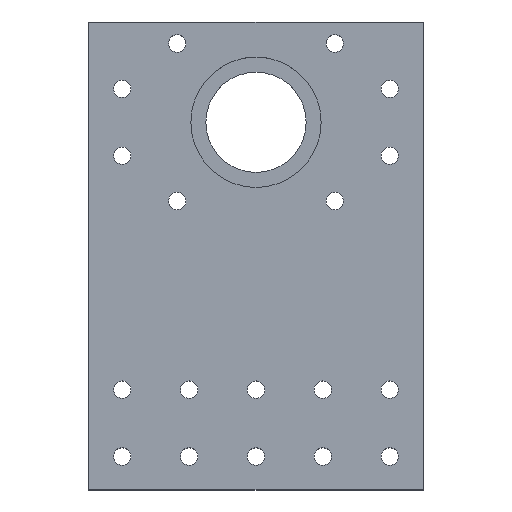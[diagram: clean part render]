
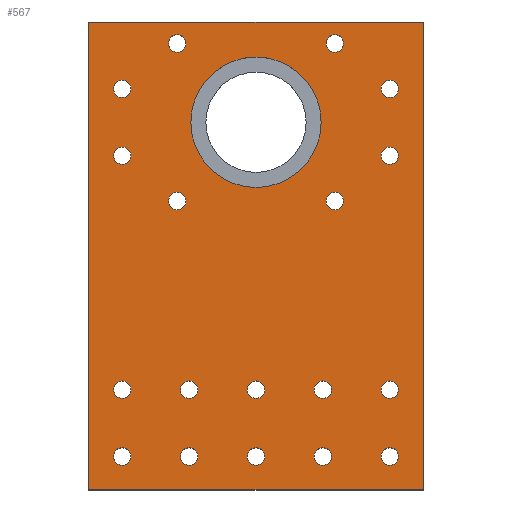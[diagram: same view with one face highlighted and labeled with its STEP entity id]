
A CAD part, top view. The second image highlights one B-rep face of the part: STEP entity #567.
In plain terms, the highlighted planar face has unit normal (0, 0, 1).
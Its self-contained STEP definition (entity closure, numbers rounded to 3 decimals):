
#37=LINE('',#947,#69);
#40=LINE('',#953,#72);
#43=LINE('',#959,#75);
#46=LINE('',#963,#78);
#69=VECTOR('',#798,10.);
#72=VECTOR('',#803,10.);
#75=VECTOR('',#808,10.);
#78=VECTOR('',#813,10.);
#100=FACE_BOUND('',#192,.T.);
#101=FACE_BOUND('',#193,.T.);
#102=FACE_BOUND('',#194,.T.);
#103=FACE_BOUND('',#195,.T.);
#104=FACE_BOUND('',#196,.T.);
#105=FACE_BOUND('',#197,.T.);
#106=FACE_BOUND('',#198,.T.);
#107=FACE_BOUND('',#199,.T.);
#108=FACE_BOUND('',#200,.T.);
#109=FACE_BOUND('',#201,.T.);
#110=FACE_BOUND('',#202,.T.);
#111=FACE_BOUND('',#203,.T.);
#112=FACE_BOUND('',#204,.T.);
#113=FACE_BOUND('',#205,.T.);
#114=FACE_BOUND('',#206,.T.);
#115=FACE_BOUND('',#207,.T.);
#116=FACE_BOUND('',#208,.T.);
#117=FACE_BOUND('',#209,.T.);
#118=FACE_BOUND('',#210,.T.);
#163=FACE_OUTER_BOUND('',#191,.T.);
#191=EDGE_LOOP('',(#489,#490,#491,#492));
#192=EDGE_LOOP('',(#493));
#193=EDGE_LOOP('',(#494));
#194=EDGE_LOOP('',(#495));
#195=EDGE_LOOP('',(#496));
#196=EDGE_LOOP('',(#497));
#197=EDGE_LOOP('',(#498));
#198=EDGE_LOOP('',(#499));
#199=EDGE_LOOP('',(#500));
#200=EDGE_LOOP('',(#501));
#201=EDGE_LOOP('',(#502));
#202=EDGE_LOOP('',(#503));
#203=EDGE_LOOP('',(#504));
#204=EDGE_LOOP('',(#505));
#205=EDGE_LOOP('',(#506));
#206=EDGE_LOOP('',(#507));
#207=EDGE_LOOP('',(#508));
#208=EDGE_LOOP('',(#509));
#209=EDGE_LOOP('',(#510));
#210=EDGE_LOOP('',(#511));
#234=CIRCLE('',#588,2.6);
#236=CIRCLE('',#591,2.6);
#238=CIRCLE('',#594,2.6);
#240=CIRCLE('',#597,2.6);
#242=CIRCLE('',#601,2.6);
#244=CIRCLE('',#604,2.6);
#246=CIRCLE('',#607,2.6);
#248=CIRCLE('',#610,2.6);
#250=CIRCLE('',#613,2.6);
#252=CIRCLE('',#616,2.6);
#254=CIRCLE('',#619,2.6);
#256=CIRCLE('',#622,19.5);
#257=CIRCLE('',#624,2.6);
#259=CIRCLE('',#627,2.6);
#261=CIRCLE('',#630,2.6);
#263=CIRCLE('',#633,2.6);
#265=CIRCLE('',#636,2.6);
#267=CIRCLE('',#639,2.6);
#269=CIRCLE('',#642,2.6);
#274=VERTEX_POINT('',#827);
#276=VERTEX_POINT('',#833);
#278=VERTEX_POINT('',#839);
#280=VERTEX_POINT('',#845);
#282=VERTEX_POINT('',#853);
#284=VERTEX_POINT('',#859);
#286=VERTEX_POINT('',#865);
#288=VERTEX_POINT('',#871);
#290=VERTEX_POINT('',#877);
#292=VERTEX_POINT('',#883);
#294=VERTEX_POINT('',#889);
#296=VERTEX_POINT('',#895);
#297=VERTEX_POINT('',#899);
#299=VERTEX_POINT('',#905);
#301=VERTEX_POINT('',#911);
#303=VERTEX_POINT('',#917);
#305=VERTEX_POINT('',#923);
#307=VERTEX_POINT('',#929);
#309=VERTEX_POINT('',#935);
#313=VERTEX_POINT('',#944);
#314=VERTEX_POINT('',#946);
#316=VERTEX_POINT('',#952);
#318=VERTEX_POINT('',#958);
#323=EDGE_CURVE('',#274,#274,#234,.T.);
#326=EDGE_CURVE('',#276,#276,#236,.T.);
#329=EDGE_CURVE('',#278,#278,#238,.T.);
#332=EDGE_CURVE('',#280,#280,#240,.T.);
#335=EDGE_CURVE('',#282,#282,#242,.T.);
#338=EDGE_CURVE('',#284,#284,#244,.T.);
#341=EDGE_CURVE('',#286,#286,#246,.T.);
#344=EDGE_CURVE('',#288,#288,#248,.T.);
#347=EDGE_CURVE('',#290,#290,#250,.T.);
#350=EDGE_CURVE('',#292,#292,#252,.T.);
#353=EDGE_CURVE('',#294,#294,#254,.T.);
#356=EDGE_CURVE('',#296,#296,#256,.T.);
#358=EDGE_CURVE('',#297,#297,#257,.T.);
#361=EDGE_CURVE('',#299,#299,#259,.T.);
#364=EDGE_CURVE('',#301,#301,#261,.T.);
#367=EDGE_CURVE('',#303,#303,#263,.T.);
#370=EDGE_CURVE('',#305,#305,#265,.T.);
#373=EDGE_CURVE('',#307,#307,#267,.T.);
#376=EDGE_CURVE('',#309,#309,#269,.T.);
#381=EDGE_CURVE('',#314,#313,#37,.T.);
#384=EDGE_CURVE('',#316,#314,#40,.T.);
#387=EDGE_CURVE('',#318,#316,#43,.T.);
#390=EDGE_CURVE('',#313,#318,#46,.T.);
#489=ORIENTED_EDGE('',*,*,#390,.T.);
#490=ORIENTED_EDGE('',*,*,#387,.T.);
#491=ORIENTED_EDGE('',*,*,#384,.T.);
#492=ORIENTED_EDGE('',*,*,#381,.T.);
#493=ORIENTED_EDGE('',*,*,#323,.T.);
#494=ORIENTED_EDGE('',*,*,#326,.T.);
#495=ORIENTED_EDGE('',*,*,#329,.T.);
#496=ORIENTED_EDGE('',*,*,#332,.T.);
#497=ORIENTED_EDGE('',*,*,#376,.T.);
#498=ORIENTED_EDGE('',*,*,#373,.T.);
#499=ORIENTED_EDGE('',*,*,#370,.T.);
#500=ORIENTED_EDGE('',*,*,#367,.T.);
#501=ORIENTED_EDGE('',*,*,#364,.T.);
#502=ORIENTED_EDGE('',*,*,#361,.T.);
#503=ORIENTED_EDGE('',*,*,#358,.T.);
#504=ORIENTED_EDGE('',*,*,#356,.T.);
#505=ORIENTED_EDGE('',*,*,#353,.T.);
#506=ORIENTED_EDGE('',*,*,#350,.T.);
#507=ORIENTED_EDGE('',*,*,#347,.T.);
#508=ORIENTED_EDGE('',*,*,#344,.T.);
#509=ORIENTED_EDGE('',*,*,#341,.T.);
#510=ORIENTED_EDGE('',*,*,#338,.T.);
#511=ORIENTED_EDGE('',*,*,#335,.T.);
#540=PLANE('',#648);
#567=ADVANCED_FACE('',(#163,#100,#101,#102,#103,#104,#105,#106,#107,#108,
#109,#110,#111,#112,#113,#114,#115,#116,#117,#118),#540,.T.);
#588=AXIS2_PLACEMENT_3D('',#829,#663,#664);
#591=AXIS2_PLACEMENT_3D('',#835,#670,#671);
#594=AXIS2_PLACEMENT_3D('',#841,#677,#678);
#597=AXIS2_PLACEMENT_3D('',#847,#684,#685);
#601=AXIS2_PLACEMENT_3D('',#854,#693,#694);
#604=AXIS2_PLACEMENT_3D('',#860,#700,#701);
#607=AXIS2_PLACEMENT_3D('',#866,#707,#708);
#610=AXIS2_PLACEMENT_3D('',#872,#714,#715);
#613=AXIS2_PLACEMENT_3D('',#878,#721,#722);
#616=AXIS2_PLACEMENT_3D('',#884,#728,#729);
#619=AXIS2_PLACEMENT_3D('',#890,#735,#736);
#622=AXIS2_PLACEMENT_3D('',#896,#742,#743);
#624=AXIS2_PLACEMENT_3D('',#900,#747,#748);
#627=AXIS2_PLACEMENT_3D('',#906,#754,#755);
#630=AXIS2_PLACEMENT_3D('',#912,#761,#762);
#633=AXIS2_PLACEMENT_3D('',#918,#768,#769);
#636=AXIS2_PLACEMENT_3D('',#924,#775,#776);
#639=AXIS2_PLACEMENT_3D('',#930,#782,#783);
#642=AXIS2_PLACEMENT_3D('',#936,#789,#790);
#648=AXIS2_PLACEMENT_3D('',#964,#814,#815);
#663=DIRECTION('center_axis',(0.,0.,-1.));
#664=DIRECTION('ref_axis',(1.,0.,0.));
#670=DIRECTION('center_axis',(0.,0.,-1.));
#671=DIRECTION('ref_axis',(1.,0.,0.));
#677=DIRECTION('center_axis',(0.,0.,-1.));
#678=DIRECTION('ref_axis',(1.,0.,0.));
#684=DIRECTION('center_axis',(0.,0.,-1.));
#685=DIRECTION('ref_axis',(1.,0.,0.));
#693=DIRECTION('center_axis',(0.,0.,-1.));
#694=DIRECTION('ref_axis',(1.,0.,0.));
#700=DIRECTION('center_axis',(0.,0.,-1.));
#701=DIRECTION('ref_axis',(1.,0.,0.));
#707=DIRECTION('center_axis',(0.,0.,-1.));
#708=DIRECTION('ref_axis',(1.,0.,0.));
#714=DIRECTION('center_axis',(0.,0.,-1.));
#715=DIRECTION('ref_axis',(1.,0.,0.));
#721=DIRECTION('center_axis',(0.,0.,-1.));
#722=DIRECTION('ref_axis',(1.,0.,0.));
#728=DIRECTION('center_axis',(0.,0.,-1.));
#729=DIRECTION('ref_axis',(1.,0.,0.));
#735=DIRECTION('center_axis',(0.,0.,-1.));
#736=DIRECTION('ref_axis',(1.,0.,0.));
#742=DIRECTION('center_axis',(0.,0.,-1.));
#743=DIRECTION('ref_axis',(1.,0.,0.));
#747=DIRECTION('center_axis',(0.,0.,-1.));
#748=DIRECTION('ref_axis',(1.,0.,0.));
#754=DIRECTION('center_axis',(0.,0.,-1.));
#755=DIRECTION('ref_axis',(1.,0.,0.));
#761=DIRECTION('center_axis',(0.,0.,-1.));
#762=DIRECTION('ref_axis',(1.,0.,0.));
#768=DIRECTION('center_axis',(0.,0.,-1.));
#769=DIRECTION('ref_axis',(1.,0.,0.));
#775=DIRECTION('center_axis',(0.,0.,-1.));
#776=DIRECTION('ref_axis',(1.,0.,0.));
#782=DIRECTION('center_axis',(0.,0.,-1.));
#783=DIRECTION('ref_axis',(1.,0.,0.));
#789=DIRECTION('center_axis',(0.,0.,-1.));
#790=DIRECTION('ref_axis',(1.,0.,0.));
#798=DIRECTION('',(-1.,0.,0.));
#803=DIRECTION('',(0.,1.,0.));
#808=DIRECTION('',(1.,0.,0.));
#813=DIRECTION('',(0.,-1.,0.));
#814=DIRECTION('center_axis',(0.,0.,1.));
#815=DIRECTION('ref_axis',(1.,0.,0.));
#827=CARTESIAN_POINT('',(12.4,100.,10.));
#829=CARTESIAN_POINT('Origin',(15.,100.,10.));
#833=CARTESIAN_POINT('',(-67.6,120.,10.));
#835=CARTESIAN_POINT('Origin',(-65.,120.,10.));
#839=CARTESIAN_POINT('',(-67.6,100.,10.));
#841=CARTESIAN_POINT('Origin',(-65.,100.,10.));
#845=CARTESIAN_POINT('',(12.4,120.,10.));
#847=CARTESIAN_POINT('Origin',(15.,120.,10.));
#853=CARTESIAN_POINT('',(-27.6,30.,10.));
#854=CARTESIAN_POINT('Origin',(-25.,30.,10.));
#859=CARTESIAN_POINT('',(-27.6,10.,10.));
#860=CARTESIAN_POINT('Origin',(-25.,10.,10.));
#865=CARTESIAN_POINT('',(-47.6,10.,10.));
#866=CARTESIAN_POINT('Origin',(-45.,10.,10.));
#871=CARTESIAN_POINT('',(-67.6,10.,10.));
#872=CARTESIAN_POINT('Origin',(-65.,10.,10.));
#877=CARTESIAN_POINT('',(12.4,10.,10.));
#878=CARTESIAN_POINT('Origin',(15.,10.,10.));
#883=CARTESIAN_POINT('',(-7.6,10.,10.));
#884=CARTESIAN_POINT('Origin',(-5.,10.,10.));
#889=CARTESIAN_POINT('',(-51.17,133.57,10.));
#890=CARTESIAN_POINT('Origin',(-48.57,133.57,10.));
#895=CARTESIAN_POINT('',(-44.5,110.,10.));
#896=CARTESIAN_POINT('Origin',(-25.,110.,10.));
#899=CARTESIAN_POINT('',(-4.03,86.43,10.));
#900=CARTESIAN_POINT('Origin',(-1.43,86.43,10.));
#905=CARTESIAN_POINT('',(-7.6,30.,10.));
#906=CARTESIAN_POINT('Origin',(-5.,30.,10.));
#911=CARTESIAN_POINT('',(12.4,30.,10.));
#912=CARTESIAN_POINT('Origin',(15.,30.,10.));
#917=CARTESIAN_POINT('',(-4.03,133.57,10.));
#918=CARTESIAN_POINT('Origin',(-1.43,133.57,10.));
#923=CARTESIAN_POINT('',(-67.6,30.,10.));
#924=CARTESIAN_POINT('Origin',(-65.,30.,10.));
#929=CARTESIAN_POINT('',(-47.6,30.,10.));
#930=CARTESIAN_POINT('Origin',(-45.,30.,10.));
#935=CARTESIAN_POINT('',(-51.17,86.43,10.));
#936=CARTESIAN_POINT('Origin',(-48.57,86.43,10.));
#944=CARTESIAN_POINT('',(-75.,140.,10.));
#946=CARTESIAN_POINT('',(25.,140.,10.));
#947=CARTESIAN_POINT('',(25.,140.,10.));
#952=CARTESIAN_POINT('',(25.,0.,10.));
#953=CARTESIAN_POINT('',(25.,0.,10.));
#958=CARTESIAN_POINT('',(-75.,0.,10.));
#959=CARTESIAN_POINT('',(-75.,0.,10.));
#963=CARTESIAN_POINT('',(-75.,140.,10.));
#964=CARTESIAN_POINT('Origin',(-25.,70.,10.));
